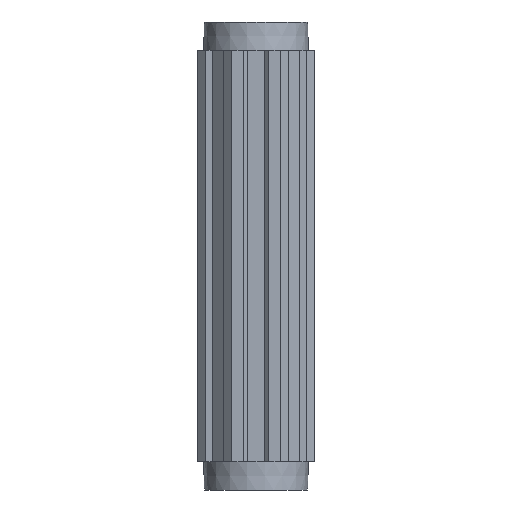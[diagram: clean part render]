
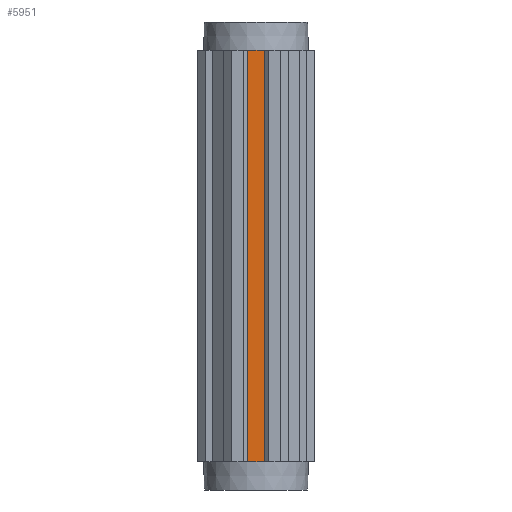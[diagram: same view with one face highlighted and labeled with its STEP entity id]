
A CAD part, front view. The second image highlights one B-rep face of the part: STEP entity #5951.
In plain terms, the highlighted planar face has unit normal (0, -1, 0).
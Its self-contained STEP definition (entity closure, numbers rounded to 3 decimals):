
#494=PLANE('',#6239);
#802=FACE_OUTER_BOUND('',#1140,.T.);
#1140=EDGE_LOOP('',(#5453,#5454,#5455,#5456));
#1725=LINE('',#11098,#2381);
#1758=LINE('',#11165,#2414);
#1793=LINE('',#11233,#2449);
#1795=LINE('',#11236,#2451);
#2381=VECTOR('',#7293,10.);
#2414=VECTOR('',#7338,10.);
#2449=VECTOR('',#7391,10.);
#2451=VECTOR('',#7395,10.);
#3014=VERTEX_POINT('',#11096);
#3015=VERTEX_POINT('',#11097);
#3043=VERTEX_POINT('',#11164);
#3067=VERTEX_POINT('',#11232);
#3819=EDGE_CURVE('',#3014,#3015,#1725,.T.);
#3852=EDGE_CURVE('',#3043,#3015,#1758,.T.);
#3888=EDGE_CURVE('',#3067,#3043,#1793,.T.);
#3890=EDGE_CURVE('',#3014,#3067,#1795,.T.);
#5453=ORIENTED_EDGE('',*,*,#3888,.T.);
#5454=ORIENTED_EDGE('',*,*,#3852,.T.);
#5455=ORIENTED_EDGE('',*,*,#3819,.F.);
#5456=ORIENTED_EDGE('',*,*,#3890,.T.);
#5951=ADVANCED_FACE('',(#802),#494,.F.);
#6239=AXIS2_PLACEMENT_3D('',#11235,#7393,#7394);
#7293=DIRECTION('',(0.,0.,-1.));
#7338=DIRECTION('',(1.,0.,0.));
#7391=DIRECTION('',(0.,0.,-1.));
#7393=DIRECTION('center_axis',(0.,1.,0.));
#7394=DIRECTION('ref_axis',(1.,0.,0.));
#7395=DIRECTION('',(-1.,0.,0.));
#11096=CARTESIAN_POINT('',(1.726,-11.5,94.));
#11097=CARTESIAN_POINT('',(1.726,-11.5,6.));
#11098=CARTESIAN_POINT('',(1.726,-11.5,94.));
#11164=CARTESIAN_POINT('',(-1.726,-11.5,6.));
#11165=CARTESIAN_POINT('',(-0.863,-11.5,6.));
#11232=CARTESIAN_POINT('',(-1.726,-11.5,94.));
#11233=CARTESIAN_POINT('',(-1.726,-11.5,94.));
#11235=CARTESIAN_POINT('Origin',(-1.726,-11.5,94.));
#11236=CARTESIAN_POINT('',(-0.863,-11.5,94.));
